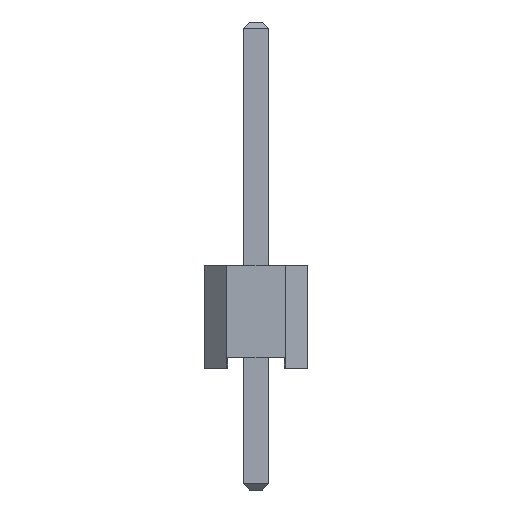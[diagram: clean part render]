
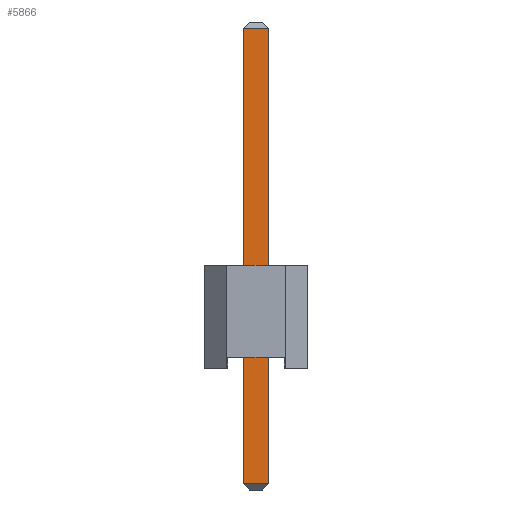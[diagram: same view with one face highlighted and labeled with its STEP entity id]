
A CAD part, left-side view. The second image highlights one B-rep face of the part: STEP entity #5866.
In plain terms, the highlighted planar face has unit normal (-1, 0, 0).
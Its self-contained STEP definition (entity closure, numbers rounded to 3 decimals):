
#94=FACE_OUTER_BOUND('',#458,.T.);
#458=EDGE_LOOP('',(#3929,#3930,#3931,#3932));
#833=LINE('',#8255,#1665);
#847=LINE('',#8281,#1679);
#858=LINE('',#8304,#1690);
#860=LINE('',#8307,#1692);
#1665=VECTOR('',#6680,10.);
#1679=VECTOR('',#6702,10.);
#1690=VECTOR('',#6725,10.);
#1692=VECTOR('',#6729,10.);
#2485=VERTEX_POINT('',#8253);
#2486=VERTEX_POINT('',#8254);
#2494=VERTEX_POINT('',#8279);
#2498=VERTEX_POINT('',#8292);
#3017=EDGE_CURVE('',#2485,#2486,#833,.T.);
#3031=EDGE_CURVE('',#2485,#2494,#847,.T.);
#3042=EDGE_CURVE('',#2498,#2494,#858,.T.);
#3044=EDGE_CURVE('',#2486,#2498,#860,.T.);
#3929=ORIENTED_EDGE('',*,*,#3017,.F.);
#3930=ORIENTED_EDGE('',*,*,#3031,.T.);
#3931=ORIENTED_EDGE('',*,*,#3042,.F.);
#3932=ORIENTED_EDGE('',*,*,#3044,.F.);
#5502=PLANE('',#6270);
#5866=ADVANCED_FACE('',(#94),#5502,.T.);
#6270=AXIS2_PLACEMENT_3D('',#8306,#6727,#6728);
#6680=DIRECTION('',(0.,1.,0.));
#6702=DIRECTION('',(0.,0.,1.));
#6725=DIRECTION('',(0.,-1.,0.));
#6727=DIRECTION('center_axis',(-1.,0.,0.));
#6728=DIRECTION('ref_axis',(0.,-1.,0.));
#6729=DIRECTION('',(0.,0.,1.));
#8253=CARTESIAN_POINT('',(-15.56,-0.32,-2.8));
#8254=CARTESIAN_POINT('',(-15.56,0.32,-2.8));
#8255=CARTESIAN_POINT('',(-15.56,0.16,-2.8));
#8279=CARTESIAN_POINT('',(-15.56,-0.32,8.44));
#8281=CARTESIAN_POINT('',(-15.56,-0.32,-2.95));
#8292=CARTESIAN_POINT('',(-15.56,0.32,8.44));
#8304=CARTESIAN_POINT('',(-15.56,0.16,8.44));
#8306=CARTESIAN_POINT('Origin',(-15.56,0.32,-2.95));
#8307=CARTESIAN_POINT('',(-15.56,0.32,-2.95));
